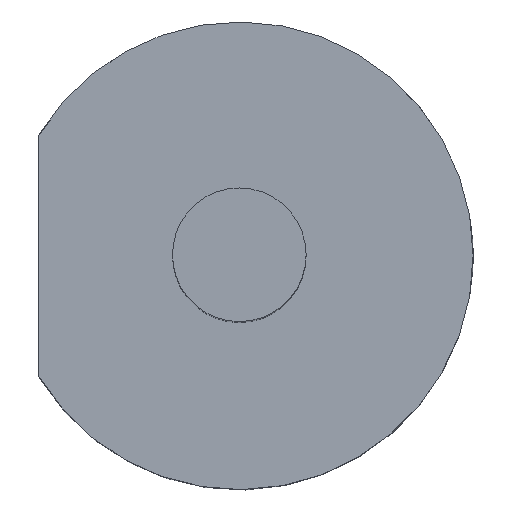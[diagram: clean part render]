
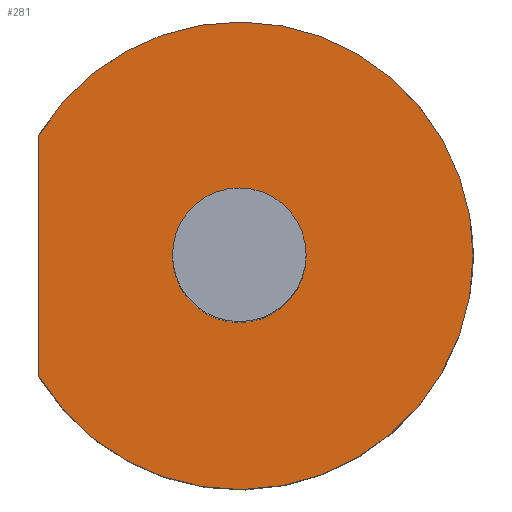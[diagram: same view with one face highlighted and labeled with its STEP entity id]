
A CAD part, top view. The second image highlights one B-rep face of the part: STEP entity #281.
In plain terms, the highlighted planar face has unit normal (0, 0, 1).
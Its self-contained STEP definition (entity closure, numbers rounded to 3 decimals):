
#20=FACE_BOUND('',#57,.T.);
#28=PLANE('',#317);
#39=FACE_OUTER_BOUND('',#56,.T.);
#56=EDGE_LOOP('',(#228,#229));
#57=EDGE_LOOP('',(#230,#231));
#80=LINE('',#467,#100);
#100=VECTOR('',#381,10.);
#114=CIRCLE('',#318,14.);
#115=CIRCLE('',#319,4.);
#116=CIRCLE('',#320,4.);
#137=VERTEX_POINT('',#464);
#138=VERTEX_POINT('',#466);
#139=VERTEX_POINT('',#471);
#140=VERTEX_POINT('',#472);
#172=EDGE_CURVE('',#138,#137,#80,.T.);
#174=EDGE_CURVE('',#137,#138,#114,.T.);
#175=EDGE_CURVE('',#139,#140,#115,.T.);
#176=EDGE_CURVE('',#140,#139,#116,.T.);
#228=ORIENTED_EDGE('',*,*,#172,.T.);
#229=ORIENTED_EDGE('',*,*,#174,.T.);
#230=ORIENTED_EDGE('',*,*,#175,.F.);
#231=ORIENTED_EDGE('',*,*,#176,.F.);
#281=ADVANCED_FACE('',(#39,#20),#28,.T.);
#317=AXIS2_PLACEMENT_3D('',#469,#383,#384);
#318=AXIS2_PLACEMENT_3D('',#470,#385,#386);
#319=AXIS2_PLACEMENT_3D('',#473,#387,#388);
#320=AXIS2_PLACEMENT_3D('',#474,#389,#390);
#381=DIRECTION('',(0.,-1.,0.));
#383=DIRECTION('center_axis',(0.,0.,1.));
#384=DIRECTION('ref_axis',(1.,0.,0.));
#385=DIRECTION('center_axis',(0.,0.,1.));
#386=DIRECTION('ref_axis',(1.,0.,0.));
#387=DIRECTION('center_axis',(0.,0.,1.));
#388=DIRECTION('ref_axis',(1.,0.,0.));
#389=DIRECTION('center_axis',(0.,0.,1.));
#390=DIRECTION('ref_axis',(1.,0.,0.));
#464=CARTESIAN_POINT('',(-12.,-7.211,15.));
#466=CARTESIAN_POINT('',(-12.,7.211,15.));
#467=CARTESIAN_POINT('',(-12.,-12.,15.));
#469=CARTESIAN_POINT('Origin',(4.,0.,15.));
#470=CARTESIAN_POINT('Origin',(0.,0.,15.));
#471=CARTESIAN_POINT('',(4.,0.,15.));
#472=CARTESIAN_POINT('',(-4.,0.,15.));
#473=CARTESIAN_POINT('Origin',(0.,0.,15.));
#474=CARTESIAN_POINT('Origin',(0.,0.,15.));
